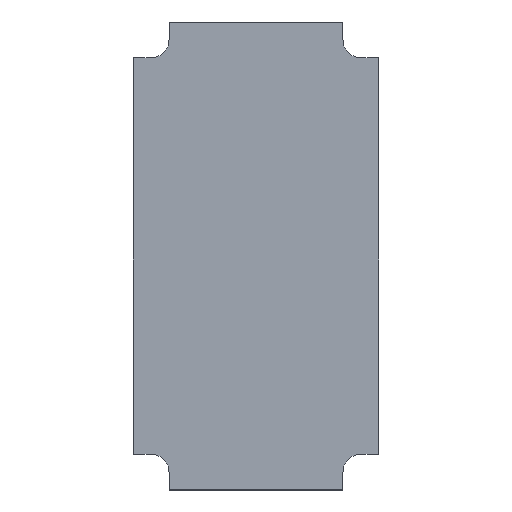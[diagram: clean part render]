
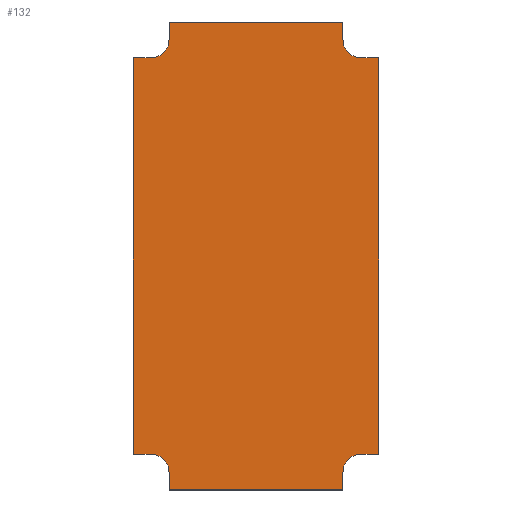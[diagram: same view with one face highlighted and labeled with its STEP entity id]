
A CAD part, top view. The second image highlights one B-rep face of the part: STEP entity #132.
In plain terms, the highlighted planar face has unit normal (0, 0, 1).
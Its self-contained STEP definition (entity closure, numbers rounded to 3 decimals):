
#2 = VECTOR ( 'NONE', #638, 1000. ) ;
#4 = LINE ( 'NONE', #641, #5 ) ;
#5 = VECTOR ( 'NONE', #636, 1000. ) ;
#52 = VECTOR ( 'NONE', #545, 1000. ) ;
#57 = LINE ( 'NONE', #624, #2 ) ;
#64 = LINE ( 'NONE', #494, #119 ) ;
#67 = VECTOR ( 'NONE', #630, 1000. ) ;
#77 = CIRCLE ( 'NONE', #383, 4. ) ;
#82 = LINE ( 'NONE', #586, #86 ) ;
#83 = LINE ( 'NONE', #469, #67 ) ;
#86 = VECTOR ( 'NONE', #554, 1000. ) ;
#91 = LINE ( 'NONE', #513, #95 ) ;
#94 = CIRCLE ( 'NONE', #382, 4. ) ;
#95 = VECTOR ( 'NONE', #615, 1000. ) ;
#98 = CIRCLE ( 'NONE', #384, 4. ) ;
#99 = VECTOR ( 'NONE', #525, 1000. ) ;
#100 = LINE ( 'NONE', #500, #109 ) ;
#105 = VECTOR ( 'NONE', #616, 1000. ) ;
#107 = VECTOR ( 'NONE', #517, 1000. ) ;
#108 = LINE ( 'NONE', #629, #105 ) ;
#109 = VECTOR ( 'NONE', #551, 1000. ) ;
#110 = LINE ( 'NONE', #546, #99 ) ;
#111 = LINE ( 'NONE', #633, #107 ) ;
#112 = LINE ( 'NONE', #557, #114 ) ;
#113 = CIRCLE ( 'NONE', #385, 4. ) ;
#114 = VECTOR ( 'NONE', #541, 1000. ) ;
#118 = LINE ( 'NONE', #553, #52 ) ;
#119 = VECTOR ( 'NONE', #608, 1000. ) ;
#132 = ADVANCED_FACE ( 'NONE', ( #359 ), #512, .F. ) ;
#213 = ORIENTED_EDGE ( 'NONE', *, *, #403, .F. ) ;
#222 = VERTEX_POINT ( 'NONE', #467 ) ;
#232 = ORIENTED_EDGE ( 'NONE', *, *, #410, .F. ) ;
#240 = VERTEX_POINT ( 'NONE', #578 ) ;
#243 = VERTEX_POINT ( 'NONE', #499 ) ;
#255 = VERTEX_POINT ( 'NONE', #466 ) ;
#257 = VERTEX_POINT ( 'NONE', #539 ) ;
#258 = VERTEX_POINT ( 'NONE', #482 ) ;
#262 = ORIENTED_EDGE ( 'NONE', *, *, #399, .F. ) ;
#266 = ORIENTED_EDGE ( 'NONE', *, *, #401, .F. ) ;
#268 = ORIENTED_EDGE ( 'NONE', *, *, #416, .F. ) ;
#270 = ORIENTED_EDGE ( 'NONE', *, *, #412, .F. ) ;
#277 = VERTEX_POINT ( 'NONE', #535 ) ;
#281 = ORIENTED_EDGE ( 'NONE', *, *, #405, .F. ) ;
#282 = ORIENTED_EDGE ( 'NONE', *, *, #407, .T. ) ;
#283 = ORIENTED_EDGE ( 'NONE', *, *, #400, .F. ) ;
#289 = VERTEX_POINT ( 'NONE', #544 ) ;
#290 = VERTEX_POINT ( 'NONE', #549 ) ;
#294 = VERTEX_POINT ( 'NONE', #524 ) ;
#295 = VERTEX_POINT ( 'NONE', #536 ) ;
#300 = VERTEX_POINT ( 'NONE', #496 ) ;
#304 = ORIENTED_EDGE ( 'NONE', *, *, #396, .F. ) ;
#305 = ORIENTED_EDGE ( 'NONE', *, *, #392, .F. ) ;
#314 = VERTEX_POINT ( 'NONE', #488 ) ;
#315 = VERTEX_POINT ( 'NONE', #542 ) ;
#319 = VERTEX_POINT ( 'NONE', #493 ) ;
#320 = VERTEX_POINT ( 'NONE', #502 ) ;
#324 = ORIENTED_EDGE ( 'NONE', *, *, #389, .T. ) ;
#327 = ORIENTED_EDGE ( 'NONE', *, *, #395, .T. ) ;
#332 = ORIENTED_EDGE ( 'NONE', *, *, #409, .F. ) ;
#334 = ORIENTED_EDGE ( 'NONE', *, *, #418, .T. ) ;
#335 = ORIENTED_EDGE ( 'NONE', *, *, #402, .F. ) ;
#340 = EDGE_LOOP ( 'NONE', ( #332, #232, #324, #268, #304, #283, #282, #266, #281, #335, #327, #270, #262, #213, #334, #305 ) ) ;
#359 = FACE_OUTER_BOUND ( 'NONE', #340, .T. ) ;
#382 = AXIS2_PLACEMENT_3D ( 'NONE', #529, #534, #538 ) ;
#383 = AXIS2_PLACEMENT_3D ( 'NONE', #610, #617, #582 ) ;
#384 = AXIS2_PLACEMENT_3D ( 'NONE', #505, #495, #606 ) ;
#385 = AXIS2_PLACEMENT_3D ( 'NONE', #587, #563, #480 ) ;
#389 = EDGE_CURVE ( 'NONE', #290, #314, #83, .T. ) ;
#392 = EDGE_CURVE ( 'NONE', #315, #240, #82, .T. ) ;
#395 = EDGE_CURVE ( 'NONE', #319, #277, #91, .T. ) ;
#396 = EDGE_CURVE ( 'NONE', #294, #300, #94, .T. ) ;
#399 = EDGE_CURVE ( 'NONE', #222, #320, #77, .T. ) ;
#400 = EDGE_CURVE ( 'NONE', #258, #294, #100, .T. ) ;
#401 = EDGE_CURVE ( 'NONE', #243, #295, #111, .T. ) ;
#402 = EDGE_CURVE ( 'NONE', #319, #289, #108, .T. ) ;
#403 = EDGE_CURVE ( 'NONE', #257, #222, #110, .T. ) ;
#405 = EDGE_CURVE ( 'NONE', #289, #243, #98, .T. ) ;
#407 = EDGE_CURVE ( 'NONE', #258, #295, #112, .T. ) ;
#409 = EDGE_CURVE ( 'NONE', #255, #315, #113, .T. ) ;
#410 = EDGE_CURVE ( 'NONE', #290, #255, #64, .T. ) ;
#412 = EDGE_CURVE ( 'NONE', #320, #277, #118, .T. ) ;
#416 = EDGE_CURVE ( 'NONE', #300, #314, #57, .T. ) ;
#418 = EDGE_CURVE ( 'NONE', #257, #240, #4, .T. ) ;
#446 = AXIS2_PLACEMENT_3D ( 'NONE', #560, #585, #526 ) ;
#466 = CARTESIAN_POINT ( 'NONE',  ( -23.5, 44.5, 1.5 ) ) ;
#467 = CARTESIAN_POINT ( 'NONE',  ( 19.5, 48.5, 1.5 ) ) ;
#469 = CARTESIAN_POINT ( 'NONE',  ( -27.5, -52.5, 1.5 ) ) ;
#480 = DIRECTION ( 'NONE',  ( 1., 0., 0. ) ) ;
#482 = CARTESIAN_POINT ( 'NONE',  ( -19.5, -52.5, 1.5 ) ) ;
#488 = CARTESIAN_POINT ( 'NONE',  ( -27.5, -44.5, 1.5 ) ) ;
#493 = CARTESIAN_POINT ( 'NONE',  ( 27.5, -44.5, 1.5 ) ) ;
#494 = CARTESIAN_POINT ( 'NONE',  ( -23.5, 44.5, 1.5 ) ) ;
#495 = DIRECTION ( 'NONE',  ( 0., 0., 1. ) ) ;
#496 = CARTESIAN_POINT ( 'NONE',  ( -23.5, -44.5, 1.5 ) ) ;
#499 = CARTESIAN_POINT ( 'NONE',  ( 19.5, -48.5, 1.5 ) ) ;
#500 = CARTESIAN_POINT ( 'NONE',  ( -19.5, -48.5, 1.5 ) ) ;
#502 = CARTESIAN_POINT ( 'NONE',  ( 23.5, 44.5, 1.5 ) ) ;
#505 = CARTESIAN_POINT ( 'NONE',  ( 23.5, -48.5, 1.5 ) ) ;
#512 = PLANE ( 'NONE',  #446 ) ;
#513 = CARTESIAN_POINT ( 'NONE',  ( 27.5, -52.5, 1.5 ) ) ;
#517 = DIRECTION ( 'NONE',  ( 0., -1., 0. ) ) ;
#524 = CARTESIAN_POINT ( 'NONE',  ( -19.5, -48.5, 1.5 ) ) ;
#525 = DIRECTION ( 'NONE',  ( 0., -1., 0. ) ) ;
#526 = DIRECTION ( 'NONE',  ( -1., 0., 0. ) ) ;
#529 = CARTESIAN_POINT ( 'NONE',  ( -23.5, -48.5, 1.5 ) ) ;
#534 = DIRECTION ( 'NONE',  ( 0., 0., 1. ) ) ;
#535 = CARTESIAN_POINT ( 'NONE',  ( 27.5, 44.5, 1.5 ) ) ;
#536 = CARTESIAN_POINT ( 'NONE',  ( 19.5, -52.5, 1.5 ) ) ;
#538 = DIRECTION ( 'NONE',  ( -1., 0., 0. ) ) ;
#539 = CARTESIAN_POINT ( 'NONE',  ( 19.5, 52.5, 1.5 ) ) ;
#541 = DIRECTION ( 'NONE',  ( 1., 0., 0. ) ) ;
#542 = CARTESIAN_POINT ( 'NONE',  ( -19.5, 48.5, 1.5 ) ) ;
#544 = CARTESIAN_POINT ( 'NONE',  ( 23.5, -44.5, 1.5 ) ) ;
#545 = DIRECTION ( 'NONE',  ( 1., 0., 0. ) ) ;
#546 = CARTESIAN_POINT ( 'NONE',  ( 19.5, 48.5, 1.5 ) ) ;
#549 = CARTESIAN_POINT ( 'NONE',  ( -27.5, 44.5, 1.5 ) ) ;
#551 = DIRECTION ( 'NONE',  ( 0., 1., 0. ) ) ;
#553 = CARTESIAN_POINT ( 'NONE',  ( 23.5, 44.5, 1.5 ) ) ;
#554 = DIRECTION ( 'NONE',  ( 0., 1., 0. ) ) ;
#557 = CARTESIAN_POINT ( 'NONE',  ( -27.5, -52.5, 1.5 ) ) ;
#560 = CARTESIAN_POINT ( 'NONE',  ( 0., 0., 1.5 ) ) ;
#563 = DIRECTION ( 'NONE',  ( 0., 0., 1. ) ) ;
#578 = CARTESIAN_POINT ( 'NONE',  ( -19.5, 52.5, 1.5 ) ) ;
#582 = DIRECTION ( 'NONE',  ( -1., 0., 0. ) ) ;
#585 = DIRECTION ( 'NONE',  ( 0., 0., -1. ) ) ;
#586 = CARTESIAN_POINT ( 'NONE',  ( -19.5, 48.5, 1.5 ) ) ;
#587 = CARTESIAN_POINT ( 'NONE',  ( -23.5, 48.5, 1.5 ) ) ;
#606 = DIRECTION ( 'NONE',  ( 1., 0., 0. ) ) ;
#608 = DIRECTION ( 'NONE',  ( 1., 0., 0. ) ) ;
#610 = CARTESIAN_POINT ( 'NONE',  ( 23.5, 48.5, 1.5 ) ) ;
#615 = DIRECTION ( 'NONE',  ( 0., 1., 0. ) ) ;
#616 = DIRECTION ( 'NONE',  ( -1., 0., 0. ) ) ;
#617 = DIRECTION ( 'NONE',  ( 0., 0., 1. ) ) ;
#624 = CARTESIAN_POINT ( 'NONE',  ( -23.5, -44.5, 1.5 ) ) ;
#629 = CARTESIAN_POINT ( 'NONE',  ( 23.5, -44.5, 1.5 ) ) ;
#630 = DIRECTION ( 'NONE',  ( 0., -1., 0. ) ) ;
#633 = CARTESIAN_POINT ( 'NONE',  ( 19.5, -48.5, 1.5 ) ) ;
#636 = DIRECTION ( 'NONE',  ( -1., 0., 0. ) ) ;
#638 = DIRECTION ( 'NONE',  ( -1., 0., 0. ) ) ;
#641 = CARTESIAN_POINT ( 'NONE',  ( -27.5, 52.5, 1.5 ) ) ;
